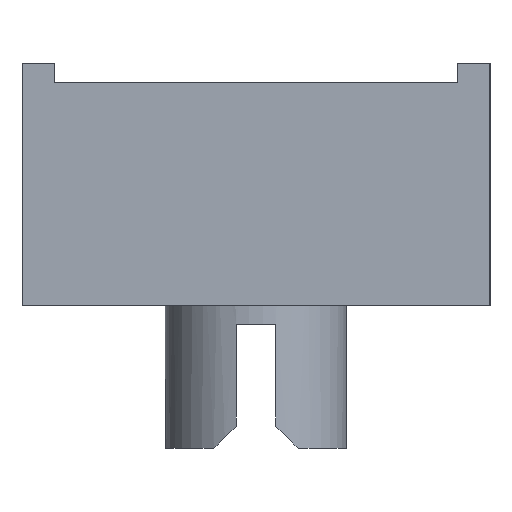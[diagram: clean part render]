
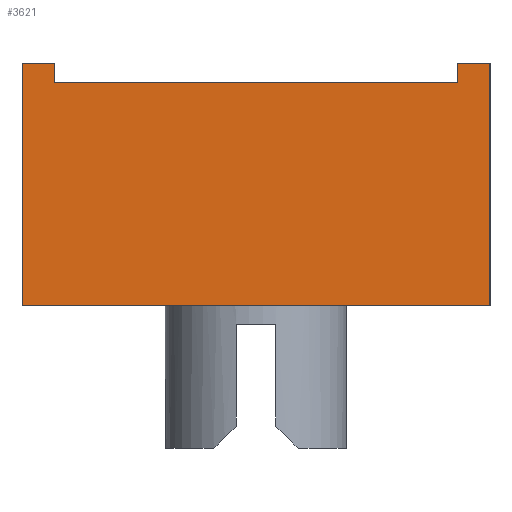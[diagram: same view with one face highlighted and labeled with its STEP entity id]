
A CAD part, left-side view. The second image highlights one B-rep face of the part: STEP entity #3621.
In plain terms, the highlighted planar face has unit normal (-1, 0, 0).
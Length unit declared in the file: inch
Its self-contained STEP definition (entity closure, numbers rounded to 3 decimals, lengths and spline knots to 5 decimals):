
#997=DIRECTION('',(0.,1.,0.));
#998=VECTOR('',#997,0.325);
#999=CARTESIAN_POINT('',(-0.155,-0.1625,0.18));
#1000=LINE('',#999,#998);
#1328=DIRECTION('',(0.,0.,1.));
#1329=VECTOR('',#1328,0.015);
#1330=CARTESIAN_POINT('',(-0.155,-0.1625,0.18));
#1331=LINE('',#1330,#1329);
#1332=DIRECTION('',(0.,0.,-1.));
#1333=VECTOR('',#1332,0.195);
#1334=CARTESIAN_POINT('',(-0.155,-0.1885,0.195));
#1335=LINE('',#1334,#1333);
#1336=DIRECTION('',(0.,1.,0.));
#1337=VECTOR('',#1336,0.377);
#1338=CARTESIAN_POINT('',(-0.155,-0.1885,0.));
#1339=LINE('',#1338,#1337);
#1356=DIRECTION('',(0.,1.,0.));
#1357=VECTOR('',#1356,0.026);
#1358=CARTESIAN_POINT('',(-0.155,-0.1885,0.195));
#1359=LINE('',#1358,#1357);
#1368=DIRECTION('',(0.,0.,-1.));
#1369=VECTOR('',#1368,0.195);
#1370=CARTESIAN_POINT('',(-0.155,0.1885,0.195));
#1371=LINE('',#1370,#1369);
#1400=DIRECTION('',(0.,0.,1.));
#1401=VECTOR('',#1400,0.015);
#1402=CARTESIAN_POINT('',(-0.155,0.1625,0.18));
#1403=LINE('',#1402,#1401);
#1408=DIRECTION('',(0.,1.,0.));
#1409=VECTOR('',#1408,0.026);
#1410=CARTESIAN_POINT('',(-0.155,0.1625,0.195));
#1411=LINE('',#1410,#1409);
#1551=CARTESIAN_POINT('',(-0.155,0.1885,0.));
#1552=VERTEX_POINT('',#1551);
#1553=CARTESIAN_POINT('',(-0.155,-0.1885,0.));
#1554=VERTEX_POINT('',#1553);
#1726=CARTESIAN_POINT('',(-0.155,-0.1625,0.18));
#1727=VERTEX_POINT('',#1726);
#1728=CARTESIAN_POINT('',(-0.155,0.1625,0.18));
#1729=VERTEX_POINT('',#1728);
#1779=CARTESIAN_POINT('',(-0.155,-0.1625,0.195));
#1781=VERTEX_POINT('',#1779);
#1784=CARTESIAN_POINT('',(-0.155,-0.1885,0.195));
#1785=VERTEX_POINT('',#1784);
#1796=CARTESIAN_POINT('',(-0.155,0.1625,0.195));
#1797=VERTEX_POINT('',#1796);
#1798=CARTESIAN_POINT('',(-0.155,0.1885,0.195));
#1799=VERTEX_POINT('',#1798);
#3601=CARTESIAN_POINT('',(-0.155,0.,0.0975));
#3602=DIRECTION('',(1.,0.,0.));
#3603=DIRECTION('',(0.,-1.,0.));
#3604=AXIS2_PLACEMENT_3D('',#3601,#3602,#3603);
#3605=PLANE('',#3604);
#3606=ORIENTED_EDGE('',*,*,#3151,.F.);
#3608=ORIENTED_EDGE('',*,*,#3607,.T.);
#3610=ORIENTED_EDGE('',*,*,#3609,.F.);
#3611=ORIENTED_EDGE('',*,*,#3567,.T.);
#3612=ORIENTED_EDGE('',*,*,#1963,.T.);
#3614=ORIENTED_EDGE('',*,*,#3613,.F.);
#3616=ORIENTED_EDGE('',*,*,#3615,.F.);
#3618=ORIENTED_EDGE('',*,*,#3617,.F.);
#3619=EDGE_LOOP('',(#3606,#3608,#3610,#3611,#3612,#3614,#3616,#3618));
#3620=FACE_OUTER_BOUND('',#3619,.F.);
#3621=ADVANCED_FACE('',(#3620),#3605,.F.);
#1963=EDGE_CURVE('',#1554,#1552,#1339,.T.);
#3151=EDGE_CURVE('',#1727,#1729,#1000,.T.);
#3567=EDGE_CURVE('',#1785,#1554,#1335,.T.);
#3607=EDGE_CURVE('',#1727,#1781,#1331,.T.);
#3609=EDGE_CURVE('',#1785,#1781,#1359,.T.);
#3613=EDGE_CURVE('',#1799,#1552,#1371,.T.);
#3615=EDGE_CURVE('',#1797,#1799,#1411,.T.);
#3617=EDGE_CURVE('',#1729,#1797,#1403,.T.);
